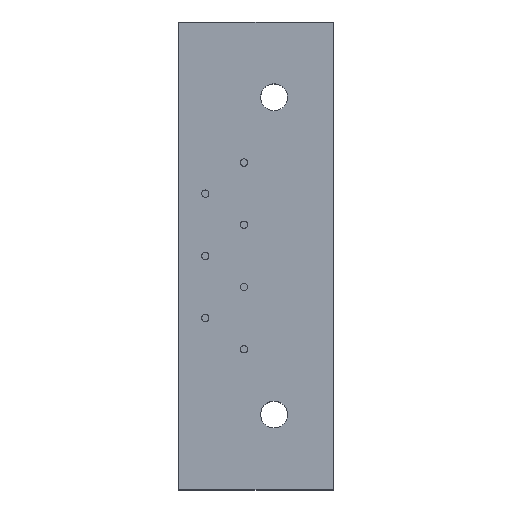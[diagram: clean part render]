
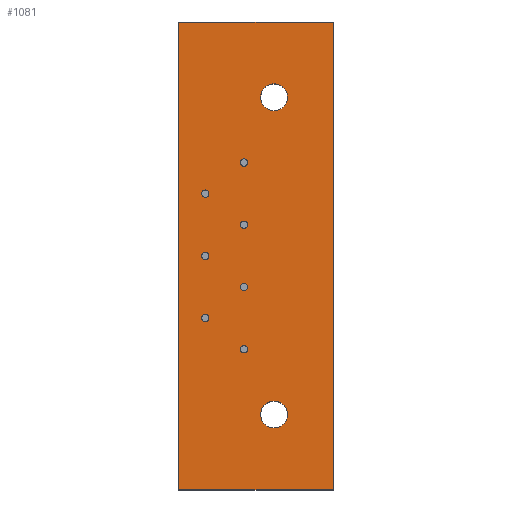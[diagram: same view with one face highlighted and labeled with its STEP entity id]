
A CAD part, top view. The second image highlights one B-rep face of the part: STEP entity #1081.
In plain terms, the highlighted planar face has unit normal (0, 0, 1).
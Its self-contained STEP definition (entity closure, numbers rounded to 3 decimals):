
#51 = VERTEX_POINT('',#52);
#52 = CARTESIAN_POINT('',(-6.3,-19.1,8.));
#58 = EDGE_CURVE('',#51,#59,#61,.T.);
#59 = VERTEX_POINT('',#60);
#60 = CARTESIAN_POINT('',(-6.3,19.1,8.));
#61 = LINE('',#62,#63);
#62 = CARTESIAN_POINT('',(-6.3,-19.1,8.));
#63 = VECTOR('',#64,1.);
#64 = DIRECTION('',(0.,1.,0.));
#1062 = EDGE_CURVE('',#59,#1063,#1065,.T.);
#1063 = VERTEX_POINT('',#1064);
#1064 = CARTESIAN_POINT('',(6.3,19.1,8.));
#1065 = LINE('',#1066,#1067);
#1066 = CARTESIAN_POINT('',(-6.3,19.1,8.));
#1067 = VECTOR('',#1068,1.);
#1068 = DIRECTION('',(1.,0.,0.));
#1081 = ADVANCED_FACE('',(#1082,#1100,#1111,#1122,#1133,#1144,#1155,
    #1166,#1177,#1188),#1199,.T.);
#1082 = FACE_BOUND('',#1083,.T.);
#1083 = EDGE_LOOP('',(#1084,#1085,#1093,#1099));
#1084 = ORIENTED_EDGE('',*,*,#58,.F.);
#1085 = ORIENTED_EDGE('',*,*,#1086,.F.);
#1086 = EDGE_CURVE('',#1087,#51,#1089,.T.);
#1087 = VERTEX_POINT('',#1088);
#1088 = CARTESIAN_POINT('',(6.3,-19.1,8.));
#1089 = LINE('',#1090,#1091);
#1090 = CARTESIAN_POINT('',(6.3,-19.1,8.));
#1091 = VECTOR('',#1092,1.);
#1092 = DIRECTION('',(-1.,0.,0.));
#1093 = ORIENTED_EDGE('',*,*,#1094,.F.);
#1094 = EDGE_CURVE('',#1063,#1087,#1095,.T.);
#1095 = LINE('',#1096,#1097);
#1096 = CARTESIAN_POINT('',(6.3,19.1,8.));
#1097 = VECTOR('',#1098,1.);
#1098 = DIRECTION('',(0.,-1.,0.));
#1099 = ORIENTED_EDGE('',*,*,#1062,.F.);
#1100 = FACE_BOUND('',#1101,.T.);
#1101 = EDGE_LOOP('',(#1102));
#1102 = ORIENTED_EDGE('',*,*,#1103,.F.);
#1103 = EDGE_CURVE('',#1104,#1104,#1106,.T.);
#1104 = VERTEX_POINT('',#1105);
#1105 = CARTESIAN_POINT('',(-0.69,-7.62,8.));
#1106 = CIRCLE('',#1107,0.3);
#1107 = AXIS2_PLACEMENT_3D('',#1108,#1109,#1110);
#1108 = CARTESIAN_POINT('',(-0.99,-7.62,8.));
#1109 = DIRECTION('',(0.,0.,1.));
#1110 = DIRECTION('',(1.,0.,0.));
#1111 = FACE_BOUND('',#1112,.T.);
#1112 = EDGE_LOOP('',(#1113));
#1113 = ORIENTED_EDGE('',*,*,#1114,.F.);
#1114 = EDGE_CURVE('',#1115,#1115,#1117,.T.);
#1115 = VERTEX_POINT('',#1116);
#1116 = CARTESIAN_POINT('',(-3.84,-5.08,8.));
#1117 = CIRCLE('',#1118,0.3);
#1118 = AXIS2_PLACEMENT_3D('',#1119,#1120,#1121);
#1119 = CARTESIAN_POINT('',(-4.14,-5.08,8.));
#1120 = DIRECTION('',(0.,0.,1.));
#1121 = DIRECTION('',(1.,0.,0.));
#1122 = FACE_BOUND('',#1123,.T.);
#1123 = EDGE_LOOP('',(#1124));
#1124 = ORIENTED_EDGE('',*,*,#1125,.F.);
#1125 = EDGE_CURVE('',#1126,#1126,#1128,.T.);
#1126 = VERTEX_POINT('',#1127);
#1127 = CARTESIAN_POINT('',(-0.69,-2.54,8.));
#1128 = CIRCLE('',#1129,0.3);
#1129 = AXIS2_PLACEMENT_3D('',#1130,#1131,#1132);
#1130 = CARTESIAN_POINT('',(-0.99,-2.54,8.));
#1131 = DIRECTION('',(0.,0.,1.));
#1132 = DIRECTION('',(1.,0.,0.));
#1133 = FACE_BOUND('',#1134,.T.);
#1134 = EDGE_LOOP('',(#1135));
#1135 = ORIENTED_EDGE('',*,*,#1136,.F.);
#1136 = EDGE_CURVE('',#1137,#1137,#1139,.T.);
#1137 = VERTEX_POINT('',#1138);
#1138 = CARTESIAN_POINT('',(2.58,-12.95,8.));
#1139 = CIRCLE('',#1140,1.1);
#1140 = AXIS2_PLACEMENT_3D('',#1141,#1142,#1143);
#1141 = CARTESIAN_POINT('',(1.48,-12.95,8.));
#1142 = DIRECTION('',(0.,0.,1.));
#1143 = DIRECTION('',(1.,0.,0.));
#1144 = FACE_BOUND('',#1145,.T.);
#1145 = EDGE_LOOP('',(#1146));
#1146 = ORIENTED_EDGE('',*,*,#1147,.F.);
#1147 = EDGE_CURVE('',#1148,#1148,#1150,.T.);
#1148 = VERTEX_POINT('',#1149);
#1149 = CARTESIAN_POINT('',(-3.84,0.,8.));
#1150 = CIRCLE('',#1151,0.3);
#1151 = AXIS2_PLACEMENT_3D('',#1152,#1153,#1154);
#1152 = CARTESIAN_POINT('',(-4.14,0.,8.));
#1153 = DIRECTION('',(0.,0.,1.));
#1154 = DIRECTION('',(1.,0.,0.));
#1155 = FACE_BOUND('',#1156,.T.);
#1156 = EDGE_LOOP('',(#1157));
#1157 = ORIENTED_EDGE('',*,*,#1158,.F.);
#1158 = EDGE_CURVE('',#1159,#1159,#1161,.T.);
#1159 = VERTEX_POINT('',#1160);
#1160 = CARTESIAN_POINT('',(-3.84,5.08,8.));
#1161 = CIRCLE('',#1162,0.3);
#1162 = AXIS2_PLACEMENT_3D('',#1163,#1164,#1165);
#1163 = CARTESIAN_POINT('',(-4.14,5.08,8.));
#1164 = DIRECTION('',(0.,0.,1.));
#1165 = DIRECTION('',(1.,0.,0.));
#1166 = FACE_BOUND('',#1167,.T.);
#1167 = EDGE_LOOP('',(#1168));
#1168 = ORIENTED_EDGE('',*,*,#1169,.F.);
#1169 = EDGE_CURVE('',#1170,#1170,#1172,.T.);
#1170 = VERTEX_POINT('',#1171);
#1171 = CARTESIAN_POINT('',(-0.69,2.54,8.));
#1172 = CIRCLE('',#1173,0.3);
#1173 = AXIS2_PLACEMENT_3D('',#1174,#1175,#1176);
#1174 = CARTESIAN_POINT('',(-0.99,2.54,8.));
#1175 = DIRECTION('',(0.,0.,1.));
#1176 = DIRECTION('',(1.,0.,0.));
#1177 = FACE_BOUND('',#1178,.T.);
#1178 = EDGE_LOOP('',(#1179));
#1179 = ORIENTED_EDGE('',*,*,#1180,.F.);
#1180 = EDGE_CURVE('',#1181,#1181,#1183,.T.);
#1181 = VERTEX_POINT('',#1182);
#1182 = CARTESIAN_POINT('',(-0.69,7.62,8.));
#1183 = CIRCLE('',#1184,0.3);
#1184 = AXIS2_PLACEMENT_3D('',#1185,#1186,#1187);
#1185 = CARTESIAN_POINT('',(-0.99,7.62,8.));
#1186 = DIRECTION('',(0.,0.,1.));
#1187 = DIRECTION('',(1.,0.,0.));
#1188 = FACE_BOUND('',#1189,.T.);
#1189 = EDGE_LOOP('',(#1190));
#1190 = ORIENTED_EDGE('',*,*,#1191,.F.);
#1191 = EDGE_CURVE('',#1192,#1192,#1194,.T.);
#1192 = VERTEX_POINT('',#1193);
#1193 = CARTESIAN_POINT('',(2.58,12.95,8.));
#1194 = CIRCLE('',#1195,1.1);
#1195 = AXIS2_PLACEMENT_3D('',#1196,#1197,#1198);
#1196 = CARTESIAN_POINT('',(1.48,12.95,8.));
#1197 = DIRECTION('',(0.,0.,1.));
#1198 = DIRECTION('',(1.,0.,0.));
#1199 = PLANE('',#1200);
#1200 = AXIS2_PLACEMENT_3D('',#1201,#1202,#1203);
#1201 = CARTESIAN_POINT('',(0.,0.,8.));
#1202 = DIRECTION('',(0.,0.,1.));
#1203 = DIRECTION('',(1.,0.,0.));
